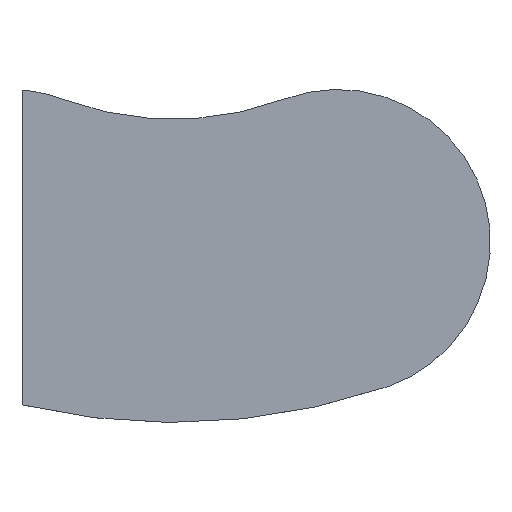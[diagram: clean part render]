
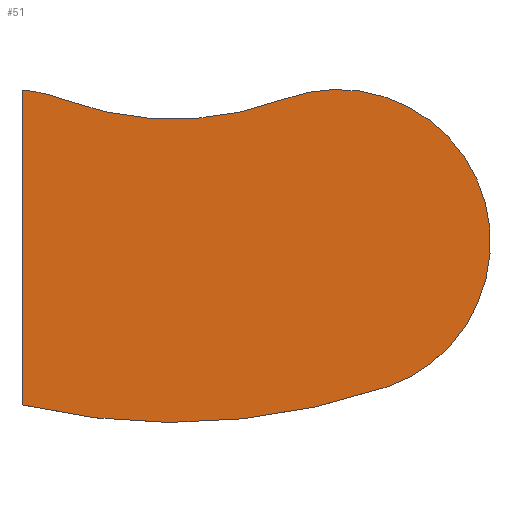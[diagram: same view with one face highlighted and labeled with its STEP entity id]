
A CAD part, top view. The second image highlights one B-rep face of the part: STEP entity #51.
In plain terms, the highlighted planar face has unit normal (0, 0, 1).
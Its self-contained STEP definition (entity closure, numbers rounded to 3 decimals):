
#39=CIRCLE('',#142,12.1);
#41=CIRCLE('',#145,24.9);
#43=CIRCLE('',#148,12.1);
#45=CIRCLE('',#151,52.279);
#51=ADVANCED_FACE('',(#61),#54,.F.);
#54=PLANE('',#153);
#61=FACE_OUTER_BOUND('',#68,.T.);
#68=EDGE_LOOP('',(#90,#91,#92,#93,#94));
#90=ORIENTED_EDGE('',*,*,#112,.F.);
#91=ORIENTED_EDGE('',*,*,#124,.F.);
#92=ORIENTED_EDGE('',*,*,#121,.F.);
#93=ORIENTED_EDGE('',*,*,#118,.F.);
#94=ORIENTED_EDGE('',*,*,#115,.F.);
#102=VERTEX_POINT('',#199);
#103=VERTEX_POINT('',#201);
#105=VERTEX_POINT('',#207);
#107=VERTEX_POINT('',#213);
#109=VERTEX_POINT('',#219);
#112=EDGE_CURVE('',#102,#103,#127,.T.);
#115=EDGE_CURVE('',#103,#105,#39,.T.);
#118=EDGE_CURVE('',#105,#107,#41,.T.);
#121=EDGE_CURVE('',#107,#109,#43,.T.);
#124=EDGE_CURVE('',#109,#102,#45,.T.);
#127=LINE('',#200,#134);
#134=VECTOR('',#159,1.);
#142=AXIS2_PLACEMENT_3D('',#206,#165,#166);
#145=AXIS2_PLACEMENT_3D('',#212,#172,#173);
#148=AXIS2_PLACEMENT_3D('',#218,#179,#180);
#151=AXIS2_PLACEMENT_3D('',#223,#186,#187);
#153=AXIS2_PLACEMENT_3D('',#225,#190,#191);
#159=DIRECTION('',(0.,1.,0.));
#165=DIRECTION('',(0.,0.,-1.));
#166=DIRECTION('',(-1.,0.,0.));
#172=DIRECTION('',(0.,0.,1.));
#173=DIRECTION('',(-1.,0.,0.));
#179=DIRECTION('',(0.,0.,-1.));
#180=DIRECTION('',(-1.,0.,0.));
#186=DIRECTION('',(0.,0.,-1.));
#187=DIRECTION('',(-1.,0.,0.));
#190=DIRECTION('',(0.,0.,-1.));
#191=DIRECTION('',(1.,0.,0.));
#199=CARTESIAN_POINT('',(-11.979,-12.87,-1.5));
#200=CARTESIAN_POINT('',(-11.979,-12.87,-1.5));
#201=CARTESIAN_POINT('',(-11.979,12.057,-1.5));
#206=CARTESIAN_POINT('',(-13.,0.,-1.5));
#207=CARTESIAN_POINT('',(-8.749,11.329,-1.5));
#212=CARTESIAN_POINT('',(0.,34.641,-1.5));
#213=CARTESIAN_POINT('',(8.749,11.329,-1.5));
#218=CARTESIAN_POINT('',(13.,0.,-1.5));
#219=CARTESIAN_POINT('',(16.915,-11.449,-1.5));
#223=CARTESIAN_POINT('',(0.,38.018,-1.5));
#225=CARTESIAN_POINT('',(-13.,0.,-1.5));
